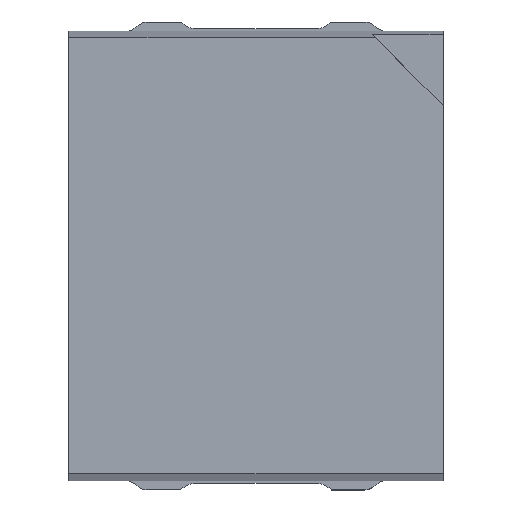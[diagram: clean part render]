
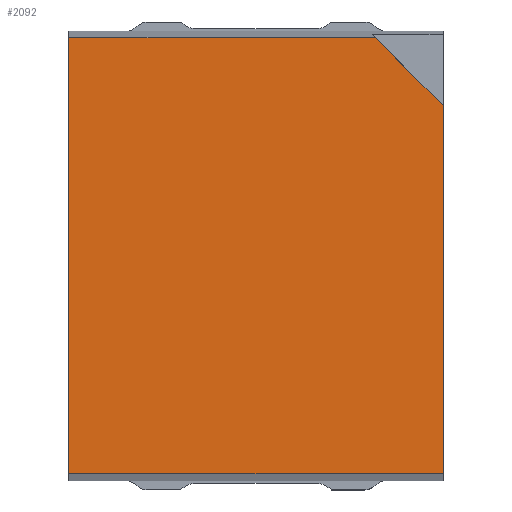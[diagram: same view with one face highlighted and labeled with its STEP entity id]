
A CAD part, top view. The second image highlights one B-rep face of the part: STEP entity #2092.
In plain terms, the highlighted planar face has unit normal (0, 0, 1).
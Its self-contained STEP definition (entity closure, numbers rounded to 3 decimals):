
#29 = VERTEX_POINT ( 'NONE', #211 ) ;
#69 = VECTOR ( 'NONE', #442, 1000. ) ;
#120 = CARTESIAN_POINT ( 'NONE',  ( 1.4, 1.125, 0.65 ) ) ;
#144 = CARTESIAN_POINT ( 'NONE',  ( 0.894, 1.631, 0.65 ) ) ;
#161 = VERTEX_POINT ( 'NONE', #1750 ) ;
#211 = CARTESIAN_POINT ( 'NONE',  ( -1.4, 1.631, 0.65 ) ) ;
#229 = LINE ( 'NONE', #1860, #1463 ) ;
#231 = EDGE_CURVE ( 'NONE', #161, #1779, #488, .T. ) ;
#360 = DIRECTION ( 'NONE',  ( 0., 0., 1. ) ) ;
#434 = LINE ( 'NONE', #1569, #69 ) ;
#442 = DIRECTION ( 'NONE',  ( 0., 1., 0. ) ) ;
#488 = LINE ( 'NONE', #1345, #2054 ) ;
#532 = LINE ( 'NONE', #1216, #1675 ) ;
#634 = ORIENTED_EDGE ( 'NONE', *, *, #1261, .T. ) ;
#848 = ORIENTED_EDGE ( 'NONE', *, *, #1025, .T. ) ;
#967 = DIRECTION ( 'NONE',  ( 1., 0., 0. ) ) ;
#1001 = DIRECTION ( 'NONE',  ( 0., -1., 0. ) ) ;
#1002 = EDGE_LOOP ( 'NONE', ( #848, #634, #1399, #1956, #1247 ) ) ;
#1025 = EDGE_CURVE ( 'NONE', #1779, #2119, #434, .T. ) ;
#1047 = CARTESIAN_POINT ( 'NONE',  ( -2.005, -0.343, 0.65 ) ) ;
#1091 = FACE_OUTER_BOUND ( 'NONE', #1002, .T. ) ;
#1104 = DIRECTION ( 'NONE',  ( -0.707, 0.707, 0. ) ) ;
#1161 = DIRECTION ( 'NONE',  ( 1., 0., 0. ) ) ;
#1216 = CARTESIAN_POINT ( 'NONE',  ( -1.4, 0., 0.65 ) ) ;
#1241 = CARTESIAN_POINT ( 'NONE',  ( 1.4, 1.125, 0.65 ) ) ;
#1247 = ORIENTED_EDGE ( 'NONE', *, *, #231, .T. ) ;
#1261 = EDGE_CURVE ( 'NONE', #2119, #1695, #1894, .T. ) ;
#1345 = CARTESIAN_POINT ( 'NONE',  ( 0., -1.631, 0.65 ) ) ;
#1399 = ORIENTED_EDGE ( 'NONE', *, *, #2025, .T. ) ;
#1463 = VECTOR ( 'NONE', #2038, 1000. ) ;
#1569 = CARTESIAN_POINT ( 'NONE',  ( 1.4, 0., 0.65 ) ) ;
#1675 = VECTOR ( 'NONE', #1001, 1000. ) ;
#1695 = VERTEX_POINT ( 'NONE', #144 ) ;
#1750 = CARTESIAN_POINT ( 'NONE',  ( -1.4, -1.631, 0.65 ) ) ;
#1752 = AXIS2_PLACEMENT_3D ( 'NONE', #1047, #360, #1161 ) ;
#1779 = VERTEX_POINT ( 'NONE', #2013 ) ;
#1860 = CARTESIAN_POINT ( 'NONE',  ( 0., 1.631, 0.65 ) ) ;
#1894 = LINE ( 'NONE', #1241, #2081 ) ;
#1935 = EDGE_CURVE ( 'NONE', #29, #161, #532, .T. ) ;
#1956 = ORIENTED_EDGE ( 'NONE', *, *, #1935, .T. ) ;
#2013 = CARTESIAN_POINT ( 'NONE',  ( 1.4, -1.631, 0.65 ) ) ;
#2025 = EDGE_CURVE ( 'NONE', #1695, #29, #229, .T. ) ;
#2038 = DIRECTION ( 'NONE',  ( -1., 0., 0. ) ) ;
#2054 = VECTOR ( 'NONE', #967, 1000. ) ;
#2081 = VECTOR ( 'NONE', #1104, 1000. ) ;
#2092 = ADVANCED_FACE ( 'NONE', ( #1091 ), #2096, .T. ) ;
#2096 = PLANE ( 'NONE',  #1752 ) ;
#2119 = VERTEX_POINT ( 'NONE', #120 ) ;
